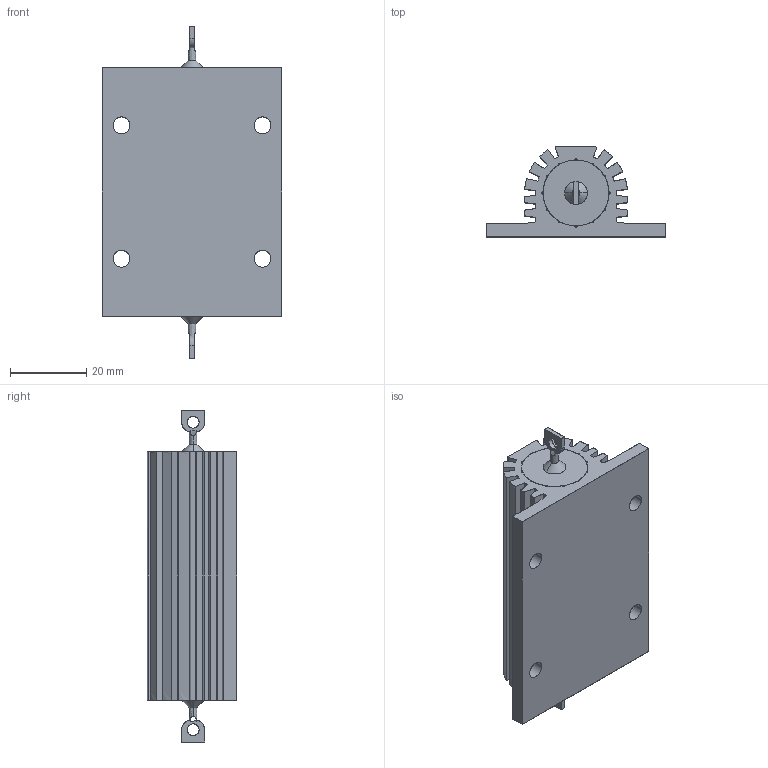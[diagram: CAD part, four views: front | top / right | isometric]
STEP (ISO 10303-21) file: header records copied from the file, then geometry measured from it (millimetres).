
FILE_DESCRIPTION(/* description */ (''),/* implementation_level */ '2;1');
FILE_NAME(/* name */ 'hs100 body',/* time_stamp */ '2014-02-12T16:17:00+00:00',/* author */ (''),/* organization */ (''),/* preprocessor_version */ 'ST-DEVELOPER v15',/* originating_system */ '',/* authorisation */ '');
FILE_SCHEMA (('AUTOMOTIVE_DESIGN'));
Length unit declared in the file: millimetre
Products named in the file (1): Document
Bounding box: 47 x 23.6 x 87.1 mm (x, y, z)
Surface area: 20369.5 mm2 (no closed solid volume)
Topology: 0 solids, 135 shells, 135 faces, 439 edges, 437 vertices
Faces by surface type: bspline 73, plane 62
Entity records: 7718 total; most frequent: CARTESIAN_POINT 3962, ORIENTED_EDGE 437, EDGE_CURVE 437, VERTEX_POINT 437, B_SPLINE_CURVE_WITH_KNOTS 314, EDGE_LOOP 150, COLOUR_RGB 135, FILL_AREA_STYLE_COLOUR 135
